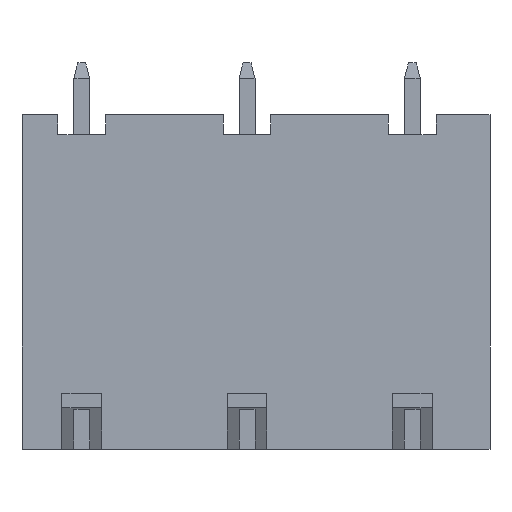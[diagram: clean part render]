
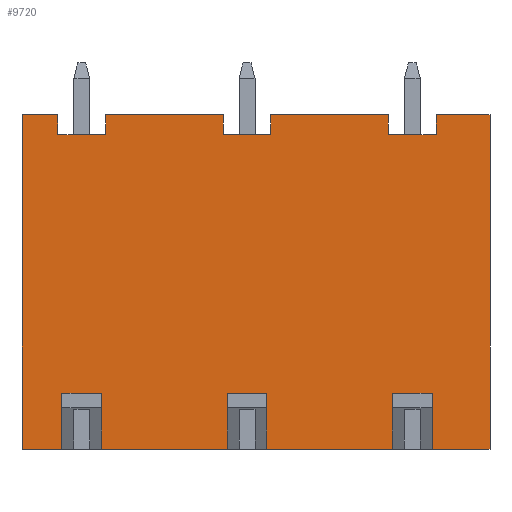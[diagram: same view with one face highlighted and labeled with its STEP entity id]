
A CAD part, left-side view. The second image highlights one B-rep face of the part: STEP entity #9720.
In plain terms, the highlighted free-form (B-spline) face has degree [1, 1] with [2, 2] control points.
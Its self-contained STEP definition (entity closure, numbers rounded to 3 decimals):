
#6055=CARTESIAN_POINT('',(-2.2,-15.6,0.));
#6056=VERTEX_POINT('',#6055);
#6062=CARTESIAN_POINT('',(-2.2,-9.3,0.));
#6063=VERTEX_POINT('',#6062);
#6064=CARTESIAN_POINT('',(-2.2,-15.6,0.));
#6065=CARTESIAN_POINT('',(-2.2,-9.3,0.));
#6066=B_SPLINE_CURVE_WITH_KNOTS('',1,(#6064,#6065),.POLYLINE_FORM.,.F.,.U.,(2,2),(0.,1.),.UNSPECIFIED.);
#6067=EDGE_CURVE('',#6056,#6063,#6066,.T.);
#6083=CARTESIAN_POINT('',(-2.2,-7.3,0.));
#6084=VERTEX_POINT('',#6083);
#6090=CARTESIAN_POINT('',(-2.2,-1.,0.));
#6091=VERTEX_POINT('',#6090);
#6092=CARTESIAN_POINT('',(-2.2,-7.3,0.));
#6093=CARTESIAN_POINT('',(-2.2,-1.,0.));
#6094=B_SPLINE_CURVE_WITH_KNOTS('',1,(#6092,#6093),.POLYLINE_FORM.,.F.,.U.,(2,2),(0.,1.),.UNSPECIFIED.);
#6095=EDGE_CURVE('',#6084,#6091,#6094,.T.);
#6111=CARTESIAN_POINT('',(-2.2,1.,0.));
#6112=VERTEX_POINT('',#6111);
#6118=CARTESIAN_POINT('',(-2.2,3.,0.));
#6119=VERTEX_POINT('',#6118);
#6120=CARTESIAN_POINT('',(-2.2,1.,0.));
#6121=CARTESIAN_POINT('',(-2.2,3.,0.));
#6122=B_SPLINE_CURVE_WITH_KNOTS('',1,(#6120,#6121),.POLYLINE_FORM.,.F.,.U.,(2,2),(0.,1.),.UNSPECIFIED.);
#6123=EDGE_CURVE('',#6112,#6119,#6122,.T.);
#6298=CARTESIAN_POINT('',(-2.2,-20.5,0.));
#6299=VERTEX_POINT('',#6298);
#6305=CARTESIAN_POINT('',(-2.2,-17.6,0.));
#6306=VERTEX_POINT('',#6305);
#6307=CARTESIAN_POINT('',(-2.2,-20.5,0.));
#6308=CARTESIAN_POINT('',(-2.2,-17.6,0.));
#6309=B_SPLINE_CURVE_WITH_KNOTS('',1,(#6307,#6308),.POLYLINE_FORM.,.F.,.U.,(2,2),(0.,1.),.UNSPECIFIED.);
#6310=EDGE_CURVE('',#6299,#6306,#6309,.T.);
#9549=CARTESIAN_POINT('',(-2.2,5.694,22.844));
#9550=CARTESIAN_POINT('',(-2.2,-23.194,22.844));
#9551=CARTESIAN_POINT('',(-2.2,5.694,-6.044));
#9552=CARTESIAN_POINT('',(-2.2,-23.194,-6.044));
#9553=B_SPLINE_SURFACE_WITH_KNOTS('',1,1,((#9549,#9550),(#9551,#9552)),.PLANE_SURF.,.F.,.F.,.U.,(2,2),(2,2),(0.,1.),(0.,1.),.UNSPECIFIED.);
#9554=CARTESIAN_POINT('',(-2.2,1.2,15.8));
#9555=VERTEX_POINT('',#9554);
#9556=CARTESIAN_POINT('',(-2.2,1.2,16.8));
#9557=VERTEX_POINT('',#9556);
#9558=CARTESIAN_POINT('',(-2.2,1.2,15.8));
#9559=CARTESIAN_POINT('',(-2.2,1.2,16.8));
#9560=B_SPLINE_CURVE_WITH_KNOTS('',1,(#9558,#9559),.POLYLINE_FORM.,.F.,.U.,(2,2),(0.,1.),.UNSPECIFIED.);
#9561=EDGE_CURVE('',#9555,#9557,#9560,.T.);
#9562=ORIENTED_EDGE('',*,*,#9561,.T.);
#9563=CARTESIAN_POINT('',(-2.2,3.,16.8));
#9564=VERTEX_POINT('',#9563);
#9565=CARTESIAN_POINT('',(-2.2,1.2,16.8));
#9566=CARTESIAN_POINT('',(-2.2,3.,16.8));
#9567=B_SPLINE_CURVE_WITH_KNOTS('',1,(#9565,#9566),.POLYLINE_FORM.,.F.,.U.,(2,2),(0.,1.),.UNSPECIFIED.);
#9568=EDGE_CURVE('',#9557,#9564,#9567,.T.);
#9569=ORIENTED_EDGE('',*,*,#9568,.T.);
#9570=CARTESIAN_POINT('',(-2.2,3.,16.8));
#9571=CARTESIAN_POINT('',(-2.2,3.,0.));
#9572=B_SPLINE_CURVE_WITH_KNOTS('',1,(#9570,#9571),.POLYLINE_FORM.,.F.,.U.,(2,2),(0.,1.),.UNSPECIFIED.);
#9573=EDGE_CURVE('',#9564,#6119,#9572,.T.);
#9574=ORIENTED_EDGE('',*,*,#9573,.T.);
#9575=ORIENTED_EDGE('',*,*,#6123,.F.);
#9576=CARTESIAN_POINT('',(-2.2,1.,2.588));
#9577=VERTEX_POINT('',#9576);
#9578=CARTESIAN_POINT('',(-2.2,1.,0.));
#9579=CARTESIAN_POINT('',(-2.2,1.,2.588));
#9580=B_SPLINE_CURVE_WITH_KNOTS('',1,(#9578,#9579),.POLYLINE_FORM.,.F.,.U.,(2,2),(0.,1.),.UNSPECIFIED.);
#9581=EDGE_CURVE('',#6112,#9577,#9580,.T.);
#9582=ORIENTED_EDGE('',*,*,#9581,.T.);
#9583=CARTESIAN_POINT('',(-2.2,-1.,2.588));
#9584=VERTEX_POINT('',#9583);
#9585=CARTESIAN_POINT('',(-2.2,1.,2.588));
#9586=CARTESIAN_POINT('',(-2.2,-1.,2.588));
#9587=B_SPLINE_CURVE_WITH_KNOTS('',1,(#9585,#9586),.POLYLINE_FORM.,.F.,.U.,(2,2),(0.,1.),.UNSPECIFIED.);
#9588=EDGE_CURVE('',#9577,#9584,#9587,.T.);
#9589=ORIENTED_EDGE('',*,*,#9588,.T.);
#9590=CARTESIAN_POINT('',(-2.2,-1.,2.588));
#9591=CARTESIAN_POINT('',(-2.2,-1.,0.));
#9592=B_SPLINE_CURVE_WITH_KNOTS('',1,(#9590,#9591),.POLYLINE_FORM.,.F.,.U.,(2,2),(0.,1.),.UNSPECIFIED.);
#9593=EDGE_CURVE('',#9584,#6091,#9592,.T.);
#9594=ORIENTED_EDGE('',*,*,#9593,.T.);
#9595=ORIENTED_EDGE('',*,*,#6095,.F.);
#9596=CARTESIAN_POINT('',(-2.2,-7.3,2.588));
#9597=VERTEX_POINT('',#9596);
#9598=CARTESIAN_POINT('',(-2.2,-7.3,0.));
#9599=CARTESIAN_POINT('',(-2.2,-7.3,2.588));
#9600=B_SPLINE_CURVE_WITH_KNOTS('',1,(#9598,#9599),.POLYLINE_FORM.,.F.,.U.,(2,2),(0.,1.),.UNSPECIFIED.);
#9601=EDGE_CURVE('',#6084,#9597,#9600,.T.);
#9602=ORIENTED_EDGE('',*,*,#9601,.T.);
#9603=CARTESIAN_POINT('',(-2.2,-9.3,2.588));
#9604=VERTEX_POINT('',#9603);
#9605=CARTESIAN_POINT('',(-2.2,-7.3,2.588));
#9606=CARTESIAN_POINT('',(-2.2,-9.3,2.588));
#9607=B_SPLINE_CURVE_WITH_KNOTS('',1,(#9605,#9606),.POLYLINE_FORM.,.F.,.U.,(2,2),(0.,1.),.UNSPECIFIED.);
#9608=EDGE_CURVE('',#9597,#9604,#9607,.T.);
#9609=ORIENTED_EDGE('',*,*,#9608,.T.);
#9610=CARTESIAN_POINT('',(-2.2,-9.3,2.588));
#9611=CARTESIAN_POINT('',(-2.2,-9.3,0.));
#9612=B_SPLINE_CURVE_WITH_KNOTS('',1,(#9610,#9611),.POLYLINE_FORM.,.F.,.U.,(2,2),(0.,1.),.UNSPECIFIED.);
#9613=EDGE_CURVE('',#9604,#6063,#9612,.T.);
#9614=ORIENTED_EDGE('',*,*,#9613,.T.);
#9615=ORIENTED_EDGE('',*,*,#6067,.F.);
#9616=CARTESIAN_POINT('',(-2.2,-15.6,2.588));
#9617=VERTEX_POINT('',#9616);
#9618=CARTESIAN_POINT('',(-2.2,-15.6,0.));
#9619=CARTESIAN_POINT('',(-2.2,-15.6,2.588));
#9620=B_SPLINE_CURVE_WITH_KNOTS('',1,(#9618,#9619),.POLYLINE_FORM.,.F.,.U.,(2,2),(0.,1.),.UNSPECIFIED.);
#9621=EDGE_CURVE('',#6056,#9617,#9620,.T.);
#9622=ORIENTED_EDGE('',*,*,#9621,.T.);
#9623=CARTESIAN_POINT('',(-2.2,-17.6,2.588));
#9624=VERTEX_POINT('',#9623);
#9625=CARTESIAN_POINT('',(-2.2,-15.6,2.588));
#9626=CARTESIAN_POINT('',(-2.2,-17.6,2.588));
#9627=B_SPLINE_CURVE_WITH_KNOTS('',1,(#9625,#9626),.POLYLINE_FORM.,.F.,.U.,(2,2),(0.,1.),.UNSPECIFIED.);
#9628=EDGE_CURVE('',#9617,#9624,#9627,.T.);
#9629=ORIENTED_EDGE('',*,*,#9628,.T.);
#9630=CARTESIAN_POINT('',(-2.2,-17.6,2.588));
#9631=CARTESIAN_POINT('',(-2.2,-17.6,0.));
#9632=B_SPLINE_CURVE_WITH_KNOTS('',1,(#9630,#9631),.POLYLINE_FORM.,.F.,.U.,(2,2),(0.,1.),.UNSPECIFIED.);
#9633=EDGE_CURVE('',#9624,#6306,#9632,.T.);
#9634=ORIENTED_EDGE('',*,*,#9633,.T.);
#9635=ORIENTED_EDGE('',*,*,#6310,.F.);
#9636=CARTESIAN_POINT('',(-2.2,-20.5,16.8));
#9637=VERTEX_POINT('',#9636);
#9638=CARTESIAN_POINT('',(-2.2,-20.5,0.));
#9639=CARTESIAN_POINT('',(-2.2,-20.5,16.8));
#9640=B_SPLINE_CURVE_WITH_KNOTS('',1,(#9638,#9639),.POLYLINE_FORM.,.F.,.U.,(2,2),(0.,1.),.UNSPECIFIED.);
#9641=EDGE_CURVE('',#6299,#9637,#9640,.T.);
#9642=ORIENTED_EDGE('',*,*,#9641,.T.);
#9643=CARTESIAN_POINT('',(-2.2,-17.8,16.8));
#9644=VERTEX_POINT('',#9643);
#9645=CARTESIAN_POINT('',(-2.2,-20.5,16.8));
#9646=CARTESIAN_POINT('',(-2.2,-17.8,16.8));
#9647=B_SPLINE_CURVE_WITH_KNOTS('',1,(#9645,#9646),.POLYLINE_FORM.,.F.,.U.,(2,2),(0.,1.),.UNSPECIFIED.);
#9648=EDGE_CURVE('',#9637,#9644,#9647,.T.);
#9649=ORIENTED_EDGE('',*,*,#9648,.T.);
#9650=CARTESIAN_POINT('',(-2.2,-17.8,15.8));
#9651=VERTEX_POINT('',#9650);
#9652=CARTESIAN_POINT('',(-2.2,-17.8,16.8));
#9653=CARTESIAN_POINT('',(-2.2,-17.8,15.8));
#9654=B_SPLINE_CURVE_WITH_KNOTS('',1,(#9652,#9653),.POLYLINE_FORM.,.F.,.U.,(2,2),(0.,1.),.UNSPECIFIED.);
#9655=EDGE_CURVE('',#9644,#9651,#9654,.T.);
#9656=ORIENTED_EDGE('',*,*,#9655,.T.);
#9657=CARTESIAN_POINT('',(-2.2,-15.4,15.8));
#9658=VERTEX_POINT('',#9657);
#9659=CARTESIAN_POINT('',(-2.2,-17.8,15.8));
#9660=CARTESIAN_POINT('',(-2.2,-15.4,15.8));
#9661=B_SPLINE_CURVE_WITH_KNOTS('',1,(#9659,#9660),.POLYLINE_FORM.,.F.,.U.,(2,2),(0.,1.),.UNSPECIFIED.);
#9662=EDGE_CURVE('',#9651,#9658,#9661,.T.);
#9663=ORIENTED_EDGE('',*,*,#9662,.T.);
#9664=CARTESIAN_POINT('',(-2.2,-15.4,16.8));
#9665=VERTEX_POINT('',#9664);
#9666=CARTESIAN_POINT('',(-2.2,-15.4,15.8));
#9667=CARTESIAN_POINT('',(-2.2,-15.4,16.8));
#9668=B_SPLINE_CURVE_WITH_KNOTS('',1,(#9666,#9667),.POLYLINE_FORM.,.F.,.U.,(2,2),(0.,1.),.UNSPECIFIED.);
#9669=EDGE_CURVE('',#9658,#9665,#9668,.T.);
#9670=ORIENTED_EDGE('',*,*,#9669,.T.);
#9671=CARTESIAN_POINT('',(-2.2,-9.5,16.8));
#9672=VERTEX_POINT('',#9671);
#9673=CARTESIAN_POINT('',(-2.2,-15.4,16.8));
#9674=CARTESIAN_POINT('',(-2.2,-9.5,16.8));
#9675=B_SPLINE_CURVE_WITH_KNOTS('',1,(#9673,#9674),.POLYLINE_FORM.,.F.,.U.,(2,2),(0.,1.),.UNSPECIFIED.);
#9676=EDGE_CURVE('',#9665,#9672,#9675,.T.);
#9677=ORIENTED_EDGE('',*,*,#9676,.T.);
#9678=CARTESIAN_POINT('',(-2.2,-9.5,15.8));
#9679=VERTEX_POINT('',#9678);
#9680=CARTESIAN_POINT('',(-2.2,-9.5,16.8));
#9681=CARTESIAN_POINT('',(-2.2,-9.5,15.8));
#9682=B_SPLINE_CURVE_WITH_KNOTS('',1,(#9680,#9681),.POLYLINE_FORM.,.F.,.U.,(2,2),(0.,1.),.UNSPECIFIED.);
#9683=EDGE_CURVE('',#9672,#9679,#9682,.T.);
#9684=ORIENTED_EDGE('',*,*,#9683,.T.);
#9685=CARTESIAN_POINT('',(-2.2,-7.1,15.8));
#9686=VERTEX_POINT('',#9685);
#9687=CARTESIAN_POINT('',(-2.2,-9.5,15.8));
#9688=CARTESIAN_POINT('',(-2.2,-7.1,15.8));
#9689=B_SPLINE_CURVE_WITH_KNOTS('',1,(#9687,#9688),.POLYLINE_FORM.,.F.,.U.,(2,2),(0.,1.),.UNSPECIFIED.);
#9690=EDGE_CURVE('',#9679,#9686,#9689,.T.);
#9691=ORIENTED_EDGE('',*,*,#9690,.T.);
#9692=CARTESIAN_POINT('',(-2.2,-7.1,16.8));
#9693=VERTEX_POINT('',#9692);
#9694=CARTESIAN_POINT('',(-2.2,-7.1,15.8));
#9695=CARTESIAN_POINT('',(-2.2,-7.1,16.8));
#9696=B_SPLINE_CURVE_WITH_KNOTS('',1,(#9694,#9695),.POLYLINE_FORM.,.F.,.U.,(2,2),(0.,1.),.UNSPECIFIED.);
#9697=EDGE_CURVE('',#9686,#9693,#9696,.T.);
#9698=ORIENTED_EDGE('',*,*,#9697,.T.);
#9699=CARTESIAN_POINT('',(-2.2,-1.2,16.8));
#9700=VERTEX_POINT('',#9699);
#9701=CARTESIAN_POINT('',(-2.2,-7.1,16.8));
#9702=CARTESIAN_POINT('',(-2.2,-1.2,16.8));
#9703=B_SPLINE_CURVE_WITH_KNOTS('',1,(#9701,#9702),.POLYLINE_FORM.,.F.,.U.,(2,2),(0.,1.),.UNSPECIFIED.);
#9704=EDGE_CURVE('',#9693,#9700,#9703,.T.);
#9705=ORIENTED_EDGE('',*,*,#9704,.T.);
#9706=CARTESIAN_POINT('',(-2.2,-1.2,15.8));
#9707=VERTEX_POINT('',#9706);
#9708=CARTESIAN_POINT('',(-2.2,-1.2,16.8));
#9709=CARTESIAN_POINT('',(-2.2,-1.2,15.8));
#9710=B_SPLINE_CURVE_WITH_KNOTS('',1,(#9708,#9709),.POLYLINE_FORM.,.F.,.U.,(2,2),(0.,1.),.UNSPECIFIED.);
#9711=EDGE_CURVE('',#9700,#9707,#9710,.T.);
#9712=ORIENTED_EDGE('',*,*,#9711,.T.);
#9713=CARTESIAN_POINT('',(-2.2,-1.2,15.8));
#9714=CARTESIAN_POINT('',(-2.2,1.2,15.8));
#9715=B_SPLINE_CURVE_WITH_KNOTS('',1,(#9713,#9714),.POLYLINE_FORM.,.F.,.U.,(2,2),(0.,1.),.UNSPECIFIED.);
#9716=EDGE_CURVE('',#9707,#9555,#9715,.T.);
#9717=ORIENTED_EDGE('',*,*,#9716,.T.);
#9718=EDGE_LOOP('',(#9562,#9569,#9574,#9575,#9582,#9589,#9594,#9595,#9602,#9609,#9614,#9615,#9622,#9629,#9634,#9635,#9642,#9649,#9656,#9663,#9670,#9677,#9684,#9691,#9698,#9705,#9712,#9717));
#9719=FACE_OUTER_BOUND('',#9718,.T.);
#9720=ADVANCED_FACE('',(#9719),#9553,.T.);
